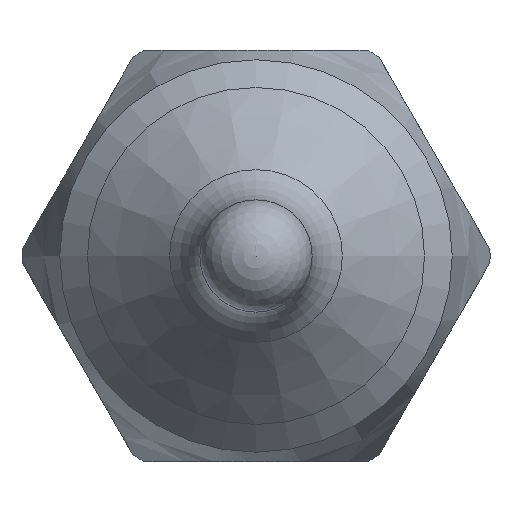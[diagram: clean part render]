
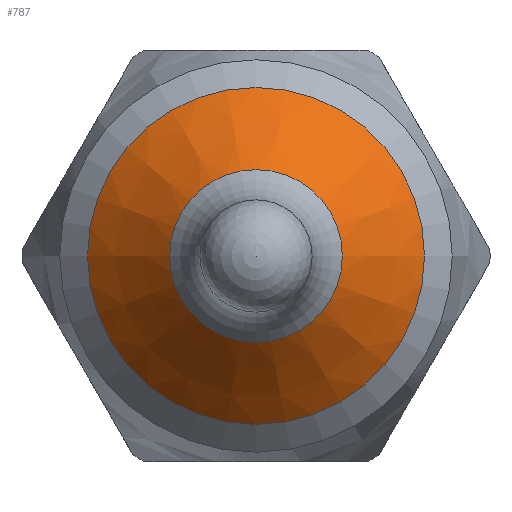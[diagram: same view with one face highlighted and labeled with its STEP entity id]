
A CAD part, front view. The second image highlights one B-rep face of the part: STEP entity #787.
In plain terms, the highlighted conical face has half-angle 43 degrees and reference radius 7.7 mm.
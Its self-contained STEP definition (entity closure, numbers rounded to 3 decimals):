
#45=CONICAL_SURFACE('',#885,7.7,0.75);
#68=LINE('',#1356,#102);
#102=VECTOR('',#1078,7.7);
#158=FACE_OUTER_BOUND('',#203,.T.);
#203=EDGE_LOOP('',(#612,#613,#614,#615,#616));
#262=CIRCLE('',#883,4.612);
#263=CIRCLE('',#884,4.612);
#264=CIRCLE('',#886,9.);
#339=VERTEX_POINT('',#1348);
#340=VERTEX_POINT('',#1350);
#341=VERTEX_POINT('',#1354);
#437=EDGE_CURVE('',#340,#339,#262,.T.);
#438=EDGE_CURVE('',#339,#340,#263,.T.);
#439=EDGE_CURVE('',#341,#341,#264,.T.);
#440=EDGE_CURVE('',#341,#340,#68,.T.);
#612=ORIENTED_EDGE('',*,*,#439,.F.);
#613=ORIENTED_EDGE('',*,*,#440,.T.);
#614=ORIENTED_EDGE('',*,*,#437,.T.);
#615=ORIENTED_EDGE('',*,*,#438,.T.);
#616=ORIENTED_EDGE('',*,*,#440,.F.);
#787=ADVANCED_FACE('',(#158),#45,.T.);
#883=AXIS2_PLACEMENT_3D('',#1351,#1070,#1071);
#884=AXIS2_PLACEMENT_3D('',#1352,#1072,#1073);
#885=AXIS2_PLACEMENT_3D('',#1353,#1074,#1075);
#886=AXIS2_PLACEMENT_3D('',#1355,#1076,#1077);
#1070=DIRECTION('center_axis',(0.,1.,0.));
#1071=DIRECTION('ref_axis',(1.,0.,0.));
#1072=DIRECTION('center_axis',(0.,1.,0.));
#1073=DIRECTION('ref_axis',(1.,0.,0.));
#1074=DIRECTION('center_axis',(0.,1.,0.));
#1075=DIRECTION('ref_axis',(1.,0.,0.));
#1076=DIRECTION('center_axis',(0.,1.,0.));
#1077=DIRECTION('ref_axis',(1.,0.,0.));
#1078=DIRECTION('',(0.682,-0.731,0.));
#1348=CARTESIAN_POINT('',(-14.781,-46.505,-9.479));
#1350=CARTESIAN_POINT('',(-19.393,-46.505,-4.867));
#1351=CARTESIAN_POINT('Origin',(-14.781,-46.505,-4.867));
#1352=CARTESIAN_POINT('Origin',(-14.781,-46.505,-4.867));
#1353=CARTESIAN_POINT('Origin',(-14.781,-43.194,-4.867));
#1354=CARTESIAN_POINT('',(-23.781,-41.799,-4.867));
#1355=CARTESIAN_POINT('Origin',(-14.781,-41.799,-4.867));
#1356=CARTESIAN_POINT('',(-22.481,-43.194,-4.867));
